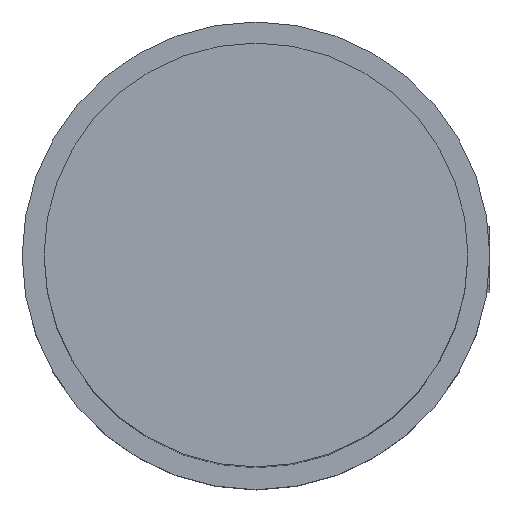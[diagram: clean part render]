
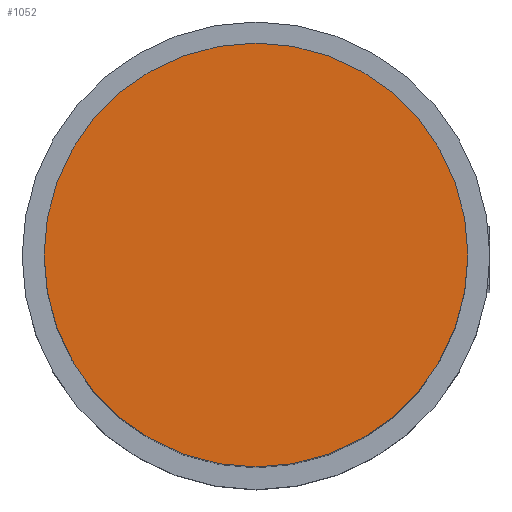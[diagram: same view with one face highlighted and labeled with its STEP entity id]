
A CAD part, top view. The second image highlights one B-rep face of the part: STEP entity #1052.
In plain terms, the highlighted planar face has unit normal (0, 0, 1).
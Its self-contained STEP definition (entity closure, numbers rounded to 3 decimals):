
#909 = CYLINDRICAL_SURFACE('',#910,1.45);
#910 = AXIS2_PLACEMENT_3D('',#911,#912,#913);
#911 = CARTESIAN_POINT('',(1.27,0.,2.7));
#912 = DIRECTION('',(-0.,-0.,-1.));
#913 = DIRECTION('',(1.,0.,0.));
#936 = CYLINDRICAL_SURFACE('',#937,1.45);
#937 = AXIS2_PLACEMENT_3D('',#938,#939,#940);
#938 = CARTESIAN_POINT('',(1.27,0.,2.7));
#939 = DIRECTION('',(-0.,-0.,-1.));
#940 = DIRECTION('',(1.,0.,0.));
#952 = VERTEX_POINT('',#953);
#953 = CARTESIAN_POINT('',(1.27,-1.45,6.1));
#974 = EDGE_CURVE('',#952,#975,#977,.T.);
#975 = VERTEX_POINT('',#976);
#976 = CARTESIAN_POINT('',(1.27,1.45,6.1));
#977 = SURFACE_CURVE('',#978,(#983,#990),.PCURVE_S1.);
#978 = CIRCLE('',#979,1.45);
#979 = AXIS2_PLACEMENT_3D('',#980,#981,#982);
#980 = CARTESIAN_POINT('',(1.27,0.,6.1));
#981 = DIRECTION('',(0.,0.,1.));
#982 = DIRECTION('',(1.,0.,0.));
#983 = PCURVE('',#909,#984);
#984 = DEFINITIONAL_REPRESENTATION('',(#985),#989);
#985 = LINE('',#986,#987);
#986 = CARTESIAN_POINT('',(-0.,-3.4));
#987 = VECTOR('',#988,1.);
#988 = DIRECTION('',(-1.,0.));
#989 = ( GEOMETRIC_REPRESENTATION_CONTEXT(2) 
PARAMETRIC_REPRESENTATION_CONTEXT() REPRESENTATION_CONTEXT('2D SPACE',''
  ) );
#990 = PCURVE('',#991,#996);
#991 = PLANE('',#992);
#992 = AXIS2_PLACEMENT_3D('',#993,#994,#995);
#993 = CARTESIAN_POINT('',(1.27,0.,6.1));
#994 = DIRECTION('',(0.,0.,1.));
#995 = DIRECTION('',(1.,0.,0.));
#996 = DEFINITIONAL_REPRESENTATION('',(#997),#1001);
#997 = CIRCLE('',#998,1.45);
#998 = AXIS2_PLACEMENT_2D('',#999,#1000);
#999 = CARTESIAN_POINT('',(0.,0.));
#1000 = DIRECTION('',(1.,0.));
#1001 = ( GEOMETRIC_REPRESENTATION_CONTEXT(2) 
PARAMETRIC_REPRESENTATION_CONTEXT() REPRESENTATION_CONTEXT('2D SPACE',''
  ) );
#1029 = EDGE_CURVE('',#975,#952,#1030,.T.);
#1030 = SURFACE_CURVE('',#1031,(#1036,#1043),.PCURVE_S1.);
#1031 = CIRCLE('',#1032,1.45);
#1032 = AXIS2_PLACEMENT_3D('',#1033,#1034,#1035);
#1033 = CARTESIAN_POINT('',(1.27,0.,6.1));
#1034 = DIRECTION('',(0.,0.,1.));
#1035 = DIRECTION('',(1.,0.,0.));
#1036 = PCURVE('',#936,#1037);
#1037 = DEFINITIONAL_REPRESENTATION('',(#1038),#1042);
#1038 = LINE('',#1039,#1040);
#1039 = CARTESIAN_POINT('',(-0.,-3.4));
#1040 = VECTOR('',#1041,1.);
#1041 = DIRECTION('',(-1.,0.));
#1042 = ( GEOMETRIC_REPRESENTATION_CONTEXT(2) 
PARAMETRIC_REPRESENTATION_CONTEXT() REPRESENTATION_CONTEXT('2D SPACE',''
  ) );
#1043 = PCURVE('',#991,#1044);
#1044 = DEFINITIONAL_REPRESENTATION('',(#1045),#1049);
#1045 = CIRCLE('',#1046,1.45);
#1046 = AXIS2_PLACEMENT_2D('',#1047,#1048);
#1047 = CARTESIAN_POINT('',(0.,0.));
#1048 = DIRECTION('',(1.,0.));
#1049 = ( GEOMETRIC_REPRESENTATION_CONTEXT(2) 
PARAMETRIC_REPRESENTATION_CONTEXT() REPRESENTATION_CONTEXT('2D SPACE',''
  ) );
#1052 = ADVANCED_FACE('',(#1053),#991,.T.);
#1053 = FACE_BOUND('',#1054,.T.);
#1054 = EDGE_LOOP('',(#1055,#1056));
#1055 = ORIENTED_EDGE('',*,*,#974,.T.);
#1056 = ORIENTED_EDGE('',*,*,#1029,.T.);
